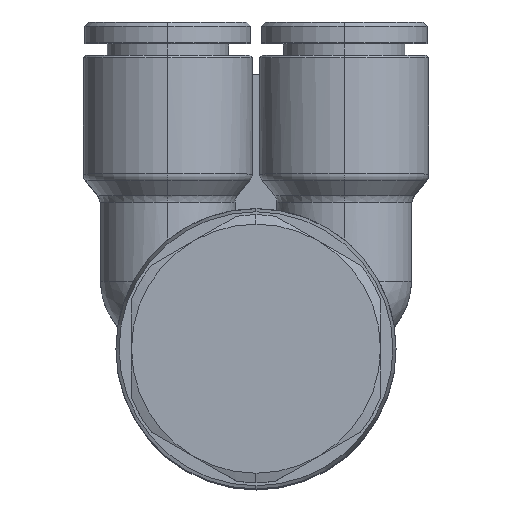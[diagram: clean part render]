
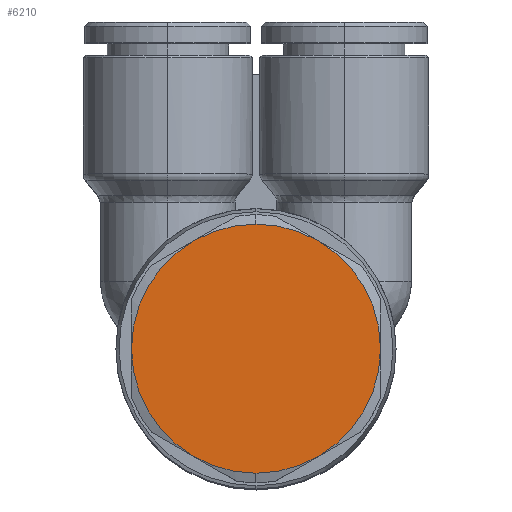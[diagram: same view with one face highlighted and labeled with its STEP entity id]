
A CAD part, top view. The second image highlights one B-rep face of the part: STEP entity #6210.
In plain terms, the highlighted planar face has unit normal (0, 0, 1).
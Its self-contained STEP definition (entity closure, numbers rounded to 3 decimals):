
#5134=CARTESIAN_POINT('',(19.5,8.5,16.));
#5135=VERTEX_POINT('',#5134);
#5142=CARTESIAN_POINT('',(17.892,2.5,16.0));
#5143=VERTEX_POINT('',#5142);
#5144=CARTESIAN_POINT('',(7.5,8.5,16.));
#5145=DIRECTION('',(0.0,0.0,1.0));
#5146=DIRECTION('',(-1.0,0.0,0.0));
#5147=AXIS2_PLACEMENT_3D('',#5144,#5145,#5146);
#5148=CIRCLE('',#5147,12.);
#5149=EDGE_CURVE('',#5143,#5135,#5148,.T.);
#5173=CARTESIAN_POINT('',(-4.5,8.5,16.0));
#5174=VERTEX_POINT('',#5173);
#5182=CARTESIAN_POINT('',(-2.892,2.5,16.0));
#5183=VERTEX_POINT('',#5182);
#5197=CARTESIAN_POINT('',(7.5,8.5,16.));
#5198=DIRECTION('',(0.0,0.0,1.0));
#5199=DIRECTION('',(-1.0,0.0,0.0));
#5200=AXIS2_PLACEMENT_3D('',#5197,#5198,#5199);
#5201=CIRCLE('',#5200,12.);
#5202=EDGE_CURVE('',#5174,#5183,#5201,.T.);
#5624=CARTESIAN_POINT('',(7.5,-3.5,16.0));
#5625=VERTEX_POINT('',#5624);
#5661=CARTESIAN_POINT('',(7.5,8.5,16.));
#5662=DIRECTION('',(0.0,0.0,1.0));
#5663=DIRECTION('',(-1.0,0.0,0.0));
#5664=AXIS2_PLACEMENT_3D('',#5661,#5662,#5663);
#5665=CIRCLE('',#5664,12.);
#5666=EDGE_CURVE('',#5625,#5143,#5665,.T.);
#5713=CARTESIAN_POINT('',(7.5,8.5,16.));
#5714=DIRECTION('',(0.0,0.0,1.0));
#5715=DIRECTION('',(-1.0,0.0,0.0));
#5716=AXIS2_PLACEMENT_3D('',#5713,#5714,#5715);
#5717=CIRCLE('',#5716,12.);
#5718=EDGE_CURVE('',#5183,#5625,#5717,.T.);
#5729=CARTESIAN_POINT('',(-2.892,14.5,16.0));
#5730=VERTEX_POINT('',#5729);
#5731=CARTESIAN_POINT('',(7.5,8.5,16.));
#5732=DIRECTION('',(0.0,0.0,1.0));
#5733=DIRECTION('',(-1.0,0.0,0.0));
#5734=AXIS2_PLACEMENT_3D('',#5731,#5732,#5733);
#5735=CIRCLE('',#5734,12.);
#5736=EDGE_CURVE('',#5730,#5174,#5735,.T.);
#5783=CARTESIAN_POINT('',(7.5,20.5,16.0));
#5784=VERTEX_POINT('',#5783);
#5785=CARTESIAN_POINT('',(7.5,8.5,16.));
#5786=DIRECTION('',(0.0,0.0,1.0));
#5787=DIRECTION('',(-1.0,0.0,0.0));
#5788=AXIS2_PLACEMENT_3D('',#5785,#5786,#5787);
#5789=CIRCLE('',#5788,12.);
#5790=EDGE_CURVE('',#5784,#5730,#5789,.T.);
#5837=CARTESIAN_POINT('',(17.892,14.5,16.0));
#5838=VERTEX_POINT('',#5837);
#5839=CARTESIAN_POINT('',(7.5,8.5,16.));
#5840=DIRECTION('',(0.0,0.0,1.0));
#5841=DIRECTION('',(-1.0,0.0,0.0));
#5842=AXIS2_PLACEMENT_3D('',#5839,#5840,#5841);
#5843=CIRCLE('',#5842,12.);
#5844=EDGE_CURVE('',#5838,#5784,#5843,.T.);
#5899=CARTESIAN_POINT('',(7.5,8.5,16.));
#5900=DIRECTION('',(0.0,0.0,1.0));
#5901=DIRECTION('',(-1.0,0.0,0.0));
#5902=AXIS2_PLACEMENT_3D('',#5899,#5900,#5901);
#5903=CIRCLE('',#5902,12.);
#5904=EDGE_CURVE('',#5135,#5838,#5903,.T.);
#6195=CARTESIAN_POINT('',(7.5,8.5,16.));
#6196=DIRECTION('',(0.0,0.0,1.0));
#6197=DIRECTION('',(-1.0,0.0,0.0));
#6198=AXIS2_PLACEMENT_3D('',#6195,#6196,#6197);
#6199=PLANE('',#6198);
#6200=ORIENTED_EDGE('',*,*,#5149,.T.);
#6201=ORIENTED_EDGE('',*,*,#5904,.T.);
#6202=ORIENTED_EDGE('',*,*,#5844,.T.);
#6203=ORIENTED_EDGE('',*,*,#5790,.T.);
#6204=ORIENTED_EDGE('',*,*,#5736,.T.);
#6205=ORIENTED_EDGE('',*,*,#5202,.T.);
#6206=ORIENTED_EDGE('',*,*,#5718,.T.);
#6207=ORIENTED_EDGE('',*,*,#5666,.T.);
#6208=EDGE_LOOP('',(#6200,#6201,#6202,#6203,#6204,#6205,#6206,#6207));
#6209=FACE_OUTER_BOUND('',#6208,.T.);
#6210=ADVANCED_FACE('',(#6209),#6199,.T.);
